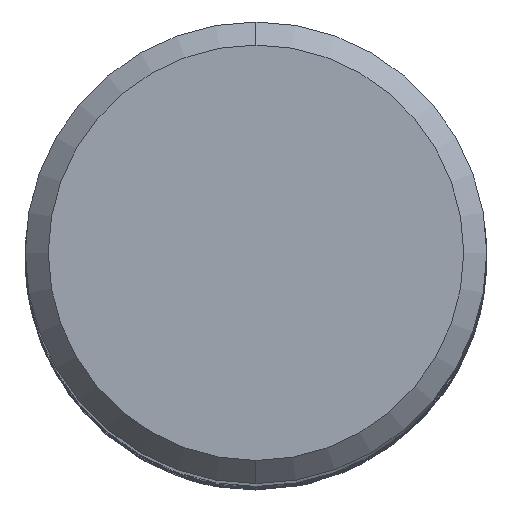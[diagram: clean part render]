
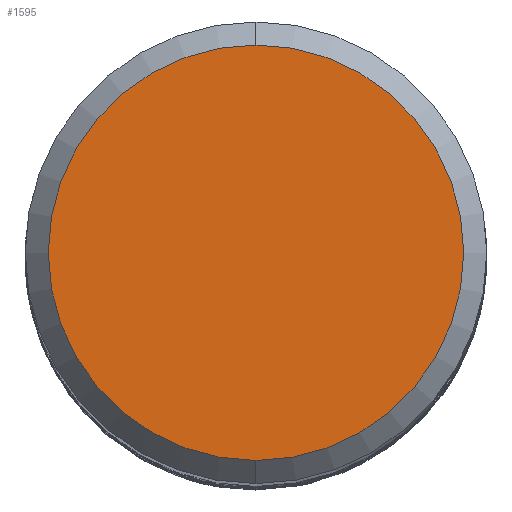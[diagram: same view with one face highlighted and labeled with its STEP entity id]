
A CAD part, top view. The second image highlights one B-rep face of the part: STEP entity #1595.
In plain terms, the highlighted planar face has unit normal (0, 0, 1).
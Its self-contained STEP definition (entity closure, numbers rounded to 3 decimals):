
#883=VERTEX_POINT('',#2076);
#1085=VERTEX_POINT('',#2299);
#1115=EDGE_CURVE('',#883,#1085,#2330,.T.);
#1123=EDGE_CURVE('',#1085,#883,#2338,.T.);
#1595=ADVANCED_FACE('',(#2852),#2853,.T.);
#2076=CARTESIAN_POINT('',(0.0,7.2,0.));
#2299=CARTESIAN_POINT('',(0.,-7.2,0.));
#2330=CIRCLE('',#9712,7.2);
#2338=CIRCLE('',#9736,7.2);
#2852=FACE_OUTER_BOUND('',#15331,.T.);
#2853=PLANE('',#15332);
#9712=AXIS2_PLACEMENT_3D('',#18622,#18623,#18624);
#9736=AXIS2_PLACEMENT_3D('',#18628,#18629,#18630);
#15331=EDGE_LOOP('',(#19206,#19207));
#15332=AXIS2_PLACEMENT_3D('',#19208,#19209,#19210);
#18622=CARTESIAN_POINT('',(0.0,0.0,0.));
#18623=DIRECTION('',(0.0,0.0,-1.0));
#18624=DIRECTION('',(0.0,1.0,0.0));
#18628=CARTESIAN_POINT('',(0.0,0.0,0.));
#18629=DIRECTION('',(0.0,0.0,-1.0));
#18630=DIRECTION('',(0.0,1.0,0.0));
#19206=ORIENTED_EDGE('',*,*,#1115,.F.);
#19207=ORIENTED_EDGE('',*,*,#1123,.F.);
#19208=CARTESIAN_POINT('',(0.0,3.6,0.));
#19209=DIRECTION('',(-0.0,0.0,1.0));
#19210=DIRECTION('',(0.0,-1.0,0.0));
